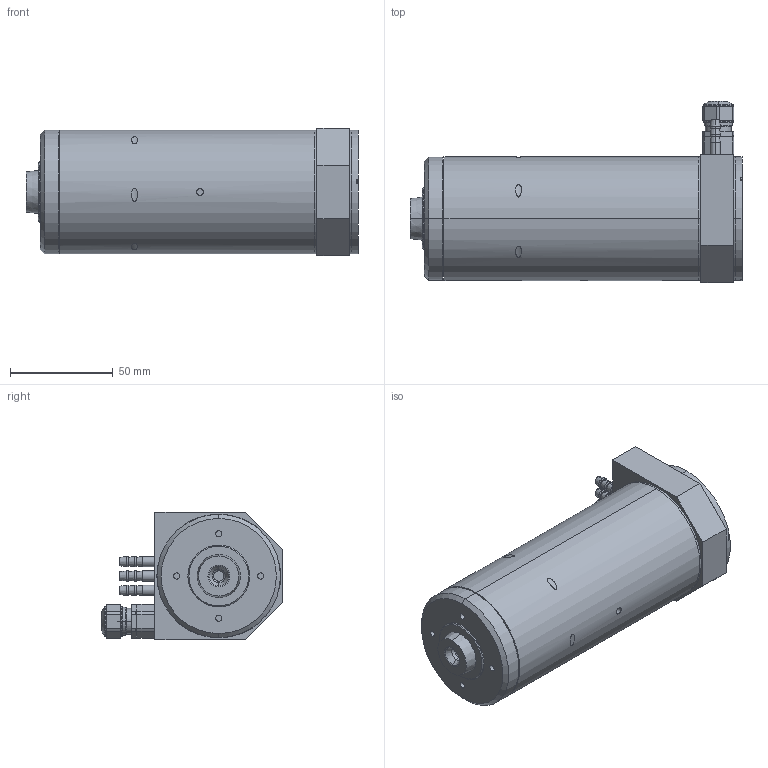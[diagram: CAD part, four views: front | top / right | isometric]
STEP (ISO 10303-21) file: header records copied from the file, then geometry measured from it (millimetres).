
FILE_DESCRIPTION (( 'STEP AP203' ), '1' );
FILE_NAME ('060152DP_M-00-.STEP', '2013-09-17T05:58:21', ( '' ), ( '' ), 'SwSTEP 2.0', 'SolidWorks 2012', '' );
FILE_SCHEMA (( 'CONFIG_CONTROL_DESIGN' ));
Length unit declared in the file: millimetre
Products named in the file (1): 060152DP_M-00-
Bounding box: 161.2 x 88 x 62 mm (x, y, z)
Surface area: 45982.4 mm2 (no closed solid volume)
Topology: 0 solids, 25 shells, 230 faces, 617 edges, 420 vertices
Faces by surface type: cylinder 95, plane 71, cone 57, torus 6, bspline 1
Entity records: 8139 total; most frequent: CARTESIAN_POINT 2216, DIRECTION 1311, ORIENTED_EDGE 1039, EDGE_CURVE 611, AXIS2_PLACEMENT_3D 535, VERTEX_POINT 420, CIRCLE 305, EDGE_LOOP 295
